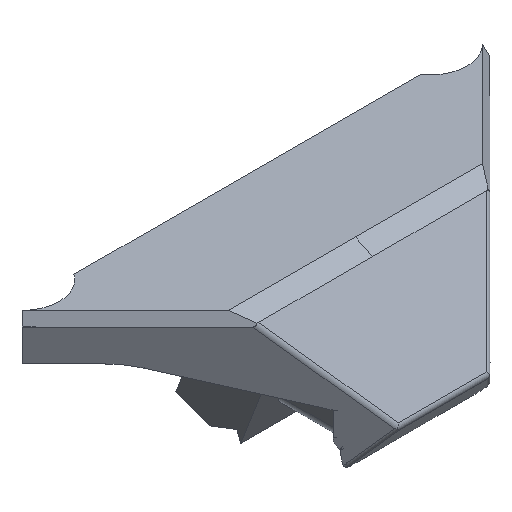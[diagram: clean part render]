
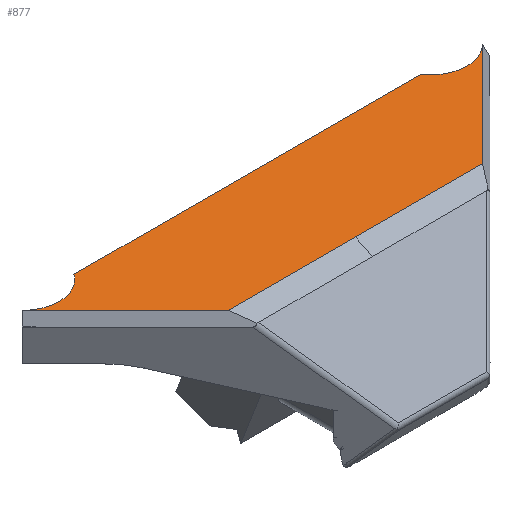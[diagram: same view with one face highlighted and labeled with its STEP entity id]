
A CAD part, isometric view. The second image highlights one B-rep face of the part: STEP entity #877.
In plain terms, the highlighted planar face has unit normal (0, 0, 1).
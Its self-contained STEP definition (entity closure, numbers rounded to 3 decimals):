
#814=CARTESIAN_POINT('',(518.971,136.962,25.));
#815=DIRECTION('',(0.,0.,1.));
#816=DIRECTION('',(1.,0.,0.));
#817=AXIS2_PLACEMENT_3D('',#814,#815,#816);
#818=PLANE('',#817);
#819=CARTESIAN_POINT('',(507.055,8.164,25.));
#820=VERTEX_POINT('',#819);
#821=CARTESIAN_POINT('',(518.971,8.164,25.));
#822=VERTEX_POINT('',#821);
#823=CARTESIAN_POINT('',(507.055,8.164,25.));
#824=DIRECTION('',(1.,-0.,0.));
#825=VECTOR('',#824,11.917);
#826=LINE('',#823,#825);
#827=EDGE_CURVE('',#820,#822,#826,.T.);
#828=ORIENTED_EDGE('',*,*,#827,.T.);
#829=CARTESIAN_POINT('',(530.888,8.164,25.));
#830=VERTEX_POINT('',#829);
#831=CARTESIAN_POINT('',(518.971,8.164,25.));
#832=DIRECTION('',(1.,-0.,0.));
#833=VECTOR('',#832,11.917);
#834=LINE('',#831,#833);
#835=EDGE_CURVE('',#822,#830,#834,.T.);
#836=ORIENTED_EDGE('',*,*,#835,.T.);
#837=CARTESIAN_POINT('',(540.546,17.822,25.));
#838=VERTEX_POINT('',#837);
#839=CARTESIAN_POINT('',(530.888,8.164,25.));
#840=CARTESIAN_POINT('',(540.546,17.822,25.));
#841=B_SPLINE_CURVE_WITH_KNOTS('',1,(#839,#840),.UNSPECIFIED.,.F.,.F.,(2,2),(1.414,15.073),.UNSPECIFIED.);
#842=EDGE_CURVE('',#830,#838,#841,.T.);
#843=ORIENTED_EDGE('',*,*,#842,.T.);
#844=CARTESIAN_POINT('',(535.194,18.305,25.));
#845=VERTEX_POINT('',#844);
#846=CARTESIAN_POINT('',(538.071,20.297,25.));
#847=DIRECTION('',(-0.,-0.,1.));
#848=DIRECTION('',(0.,1.,0.));
#849=AXIS2_PLACEMENT_3D('',#846,#847,#848);
#850=CIRCLE('',#849,3.5);
#851=EDGE_CURVE('',#845,#838,#850,.T.);
#852=ORIENTED_EDGE('',*,*,#851,.F.);
#853=CARTESIAN_POINT('',(502.749,18.305,25.));
#854=VERTEX_POINT('',#853);
#855=CARTESIAN_POINT('',(502.749,18.305,25.));
#856=DIRECTION('',(1.,0.,-0.));
#857=VECTOR('',#856,32.444);
#858=LINE('',#855,#857);
#859=EDGE_CURVE('',#854,#845,#858,.T.);
#860=ORIENTED_EDGE('',*,*,#859,.F.);
#861=CARTESIAN_POINT('',(497.396,17.822,25.));
#862=VERTEX_POINT('',#861);
#863=CARTESIAN_POINT('',(499.871,20.297,25.));
#864=DIRECTION('',(0.,0.,-1.));
#865=DIRECTION('',(0.,1.,0.));
#866=AXIS2_PLACEMENT_3D('',#863,#864,#865);
#867=CIRCLE('',#866,3.5);
#868=EDGE_CURVE('',#854,#862,#867,.T.);
#869=ORIENTED_EDGE('',*,*,#868,.T.);
#870=CARTESIAN_POINT('',(507.055,8.164,25.));
#871=CARTESIAN_POINT('',(497.396,17.822,25.));
#872=B_SPLINE_CURVE_WITH_KNOTS('',1,(#870,#871),.UNSPECIFIED.,.F.,.F.,(2,2),(1.414,15.073),.UNSPECIFIED.);
#873=EDGE_CURVE('',#820,#862,#872,.T.);
#874=ORIENTED_EDGE('',*,*,#873,.F.);
#875=EDGE_LOOP('',(#828,#836,#843,#852,#860,#869,#874));
#876=FACE_BOUND('',#875,.T.);
#877=ADVANCED_FACE('',(#876),#818,.T.);
